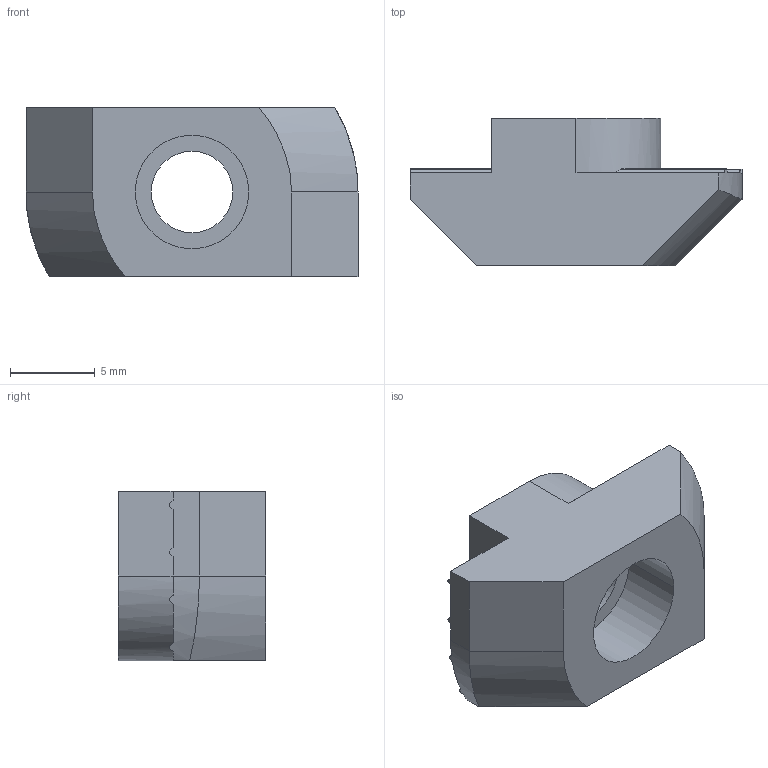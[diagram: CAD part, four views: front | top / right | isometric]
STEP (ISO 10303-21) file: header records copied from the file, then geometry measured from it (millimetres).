
FILE_DESCRIPTION(('STEP AP214'),'1');
FILE_NAME('cctmp_70E55D6A-1155-4CCE-BDB6-7496D4F0AD28_2020_1_13_15_34_53_194..stp','2020-01-13T14:34:53',('Bosch Rexroth AG'),('CADClick - www.CADClick.com'),'Spatial InterOp 3D',' ','unknown authorization - (Healing Option Enabled)');
FILE_SCHEMA(('AUTOMOTIVE_DESIGN'));
Length unit declared in the file: millimetre
Products named in the file (1): 2020_01_13__15-34-53-193
Bounding box: 19.6 x 8.7 x 10 mm (x, y, z)
Volume: 957.1 mm3; surface area: 853 mm2
Topology: 1 solids, 1 shells, 55 faces, 154 edges, 102 vertices
Faces by surface type: plane 37, cylinder 18
Entity records: 2306 total; most frequent: CARTESIAN_POINT 384, DIRECTION 308, ORIENTED_EDGE 308, EDGE_CURVE 154, AXIS2_PLACEMENT_3D 106, VERTEX_POINT 102, LINE 96, VECTOR 96
